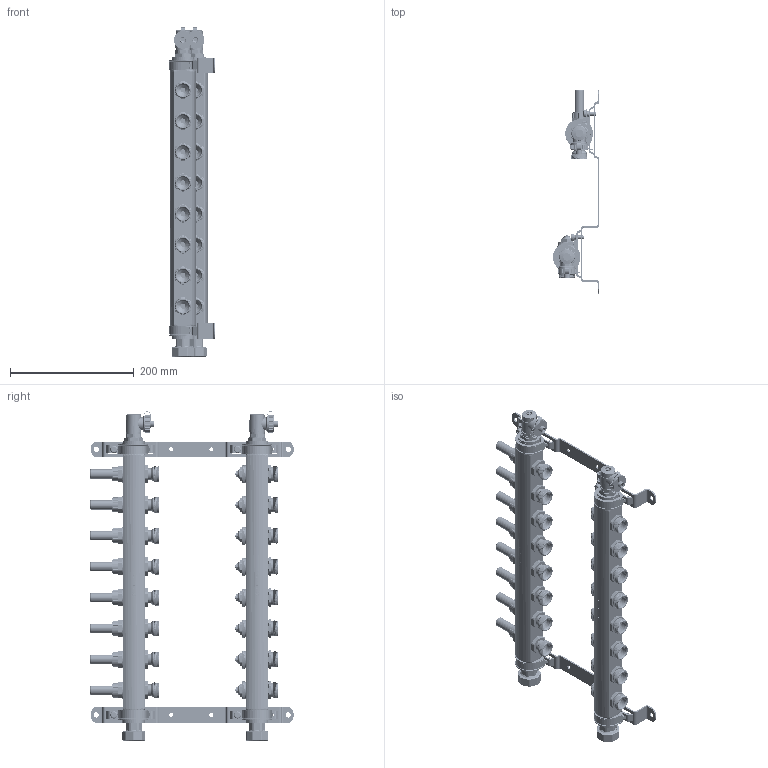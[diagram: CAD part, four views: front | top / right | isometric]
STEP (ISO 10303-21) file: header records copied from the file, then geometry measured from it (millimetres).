
FILE_DESCRIPTION((''),'2;1');
FILE_NAME('9340-08-800_VEREINFAC_SW0001','2016-10-25T',('marann'),(''),'PRO/ENGINEER BY PARAMETRIC TECHNOLOGY CORPORATION, 2011490','PRO/ENGINEER BY PARAMETRIC TECHNOLOGY CORPORATION, 2011490','');
FILE_SCHEMA(('CONFIG_CONTROL_DESIGN'));
Products named in the file (1): 9340-08-800_VEREINFAC_SW0001
Bounding box: 74.75 x 329.7 x 532.8 mm (x, y, z)
Volume: 654670.6 mm3; surface area: 471283 mm2
Topology: 7 solids, 7 shells, 5366 faces, 13958 edges, 8820 vertices
Faces by surface type: cylinder 1960, plane 1934, bspline 682, cone 518, torus 272
Entity records: 249286 total; most frequent: CARTESIAN_POINT 121612, ORIENTED_EDGE 27916, DIRECTION 25500, EDGE_CURVE 13958, AXIS2_PLACEMENT_3D 9774, VERTEX_POINT 8820, VECTOR 5952, LINE 5952
